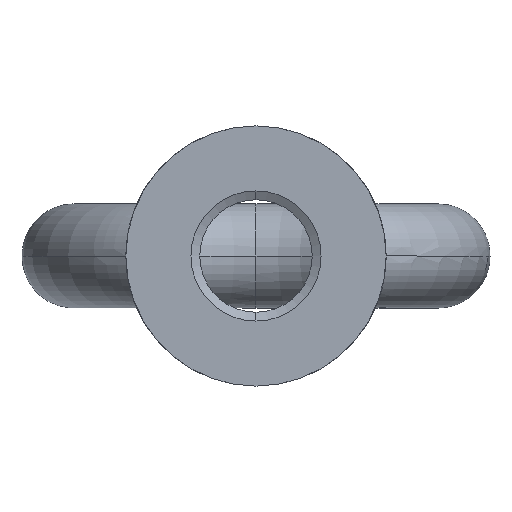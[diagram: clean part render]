
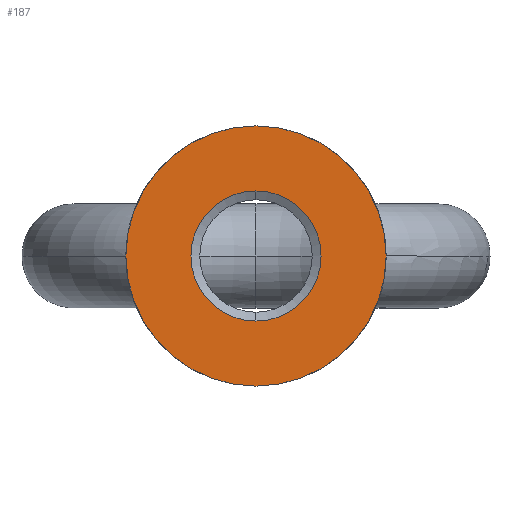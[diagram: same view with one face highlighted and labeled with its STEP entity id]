
A CAD part, left-side view. The second image highlights one B-rep face of the part: STEP entity #187.
In plain terms, the highlighted planar face has unit normal (-1, 0, 0).
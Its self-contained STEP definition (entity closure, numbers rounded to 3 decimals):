
#44 = ORIENTED_EDGE ( 'NONE', *, *, #508, .F. ) ;
#46 = DIRECTION ( 'NONE',  ( -1., 0., 0. ) ) ;
#97 = DIRECTION ( 'NONE',  ( 0., 1., 0. ) ) ;
#125 = VERTEX_POINT ( 'NONE', #810 ) ;
#126 = DIRECTION ( 'NONE',  ( 0., 1., 0. ) ) ;
#133 = DIRECTION ( 'NONE',  ( 0., 0., 1. ) ) ;
#162 = CARTESIAN_POINT ( 'NONE',  ( 0., 0., 0. ) ) ;
#163 = ORIENTED_EDGE ( 'NONE', *, *, #334, .F. ) ;
#187 = ADVANCED_FACE ( 'NONE', ( #259, #705 ), #311, .T. ) ;
#189 = DIRECTION ( 'NONE',  ( 1., 0., 0. ) ) ;
#195 = DIRECTION ( 'NONE',  ( -1., 0., 0. ) ) ;
#199 = AXIS2_PLACEMENT_3D ( 'NONE', #504, #816, #133 ) ;
#238 = CARTESIAN_POINT ( 'NONE',  ( 0., 0., 0. ) ) ;
#256 = CIRCLE ( 'NONE', #410, 10. ) ;
#259 = FACE_BOUND ( 'NONE', #364, .T. ) ;
#264 = EDGE_CURVE ( 'NONE', #125, #636, #256, .T. ) ;
#265 = CARTESIAN_POINT ( 'NONE',  ( 0., 20., 0. ) ) ;
#300 = CARTESIAN_POINT ( 'NONE',  ( 0., -20., 0. ) ) ;
#311 = PLANE ( 'NONE',  #199 ) ;
#334 = EDGE_CURVE ( 'NONE', #630, #771, #340, .T. ) ;
#340 = CIRCLE ( 'NONE', #799, 20. ) ;
#350 = EDGE_LOOP ( 'NONE', ( #44, #163 ) ) ;
#364 = EDGE_LOOP ( 'NONE', ( #697, #610 ) ) ;
#369 = CIRCLE ( 'NONE', #423, 10. ) ;
#410 = AXIS2_PLACEMENT_3D ( 'NONE', #238, #46, #739 ) ;
#423 = AXIS2_PLACEMENT_3D ( 'NONE', #462, #195, #465 ) ;
#462 = CARTESIAN_POINT ( 'NONE',  ( 0., 0., 0. ) ) ;
#465 = DIRECTION ( 'NONE',  ( 0., 0., -1. ) ) ;
#476 = AXIS2_PLACEMENT_3D ( 'NONE', #804, #189, #126 ) ;
#504 = CARTESIAN_POINT ( 'NONE',  ( 0., 10., 0. ) ) ;
#508 = EDGE_CURVE ( 'NONE', #771, #630, #803, .T. ) ;
#610 = ORIENTED_EDGE ( 'NONE', *, *, #760, .F. ) ;
#630 = VERTEX_POINT ( 'NONE', #300 ) ;
#636 = VERTEX_POINT ( 'NONE', #637 ) ;
#637 = CARTESIAN_POINT ( 'NONE',  ( 0., 0., 10. ) ) ;
#668 = DIRECTION ( 'NONE',  ( 1., 0., 0. ) ) ;
#697 = ORIENTED_EDGE ( 'NONE', *, *, #264, .F. ) ;
#705 = FACE_OUTER_BOUND ( 'NONE', #350, .T. ) ;
#739 = DIRECTION ( 'NONE',  ( 0., 0., -1. ) ) ;
#760 = EDGE_CURVE ( 'NONE', #636, #125, #369, .T. ) ;
#771 = VERTEX_POINT ( 'NONE', #265 ) ;
#799 = AXIS2_PLACEMENT_3D ( 'NONE', #162, #668, #97 ) ;
#803 = CIRCLE ( 'NONE', #476, 20. ) ;
#804 = CARTESIAN_POINT ( 'NONE',  ( 0., 0., 0. ) ) ;
#810 = CARTESIAN_POINT ( 'NONE',  ( 0., 0., -10. ) ) ;
#816 = DIRECTION ( 'NONE',  ( -1., 0., 0. ) ) ;
